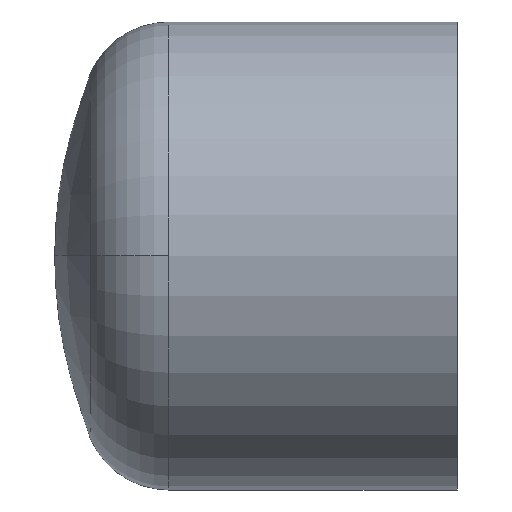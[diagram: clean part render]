
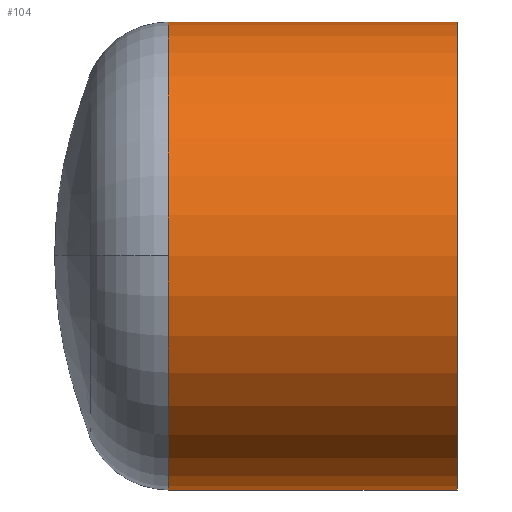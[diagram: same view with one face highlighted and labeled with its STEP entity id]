
A CAD part, top view. The second image highlights one B-rep face of the part: STEP entity #104.
In plain terms, the highlighted cylindrical face has radius 157.5 mm (diameter 315 mm), a partial arc.
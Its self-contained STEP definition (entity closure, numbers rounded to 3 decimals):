
#90 = EDGE_CURVE( '', #140, #116, #226, .T. );
#96 = EDGE_CURVE( '', #140, #192, #232, .T. );
#104 = ADVANCED_FACE( '', ( #241 ), #242, .T. );
#112 = VERTEX_POINT( '', #251 );
#116 = VERTEX_POINT( '', #256 );
#128 = EDGE_CURVE( '', #112, #196, #271, .T. );
#136 = EDGE_CURVE( '', #192, #196, #279, .T. );
#140 = VERTEX_POINT( '', #283 );
#188 = EDGE_CURVE( '', #116, #112, #338, .T. );
#192 = VERTEX_POINT( '', #342 );
#196 = VERTEX_POINT( '', #346 );
#226 = LINE( '', #370, #371 );
#232 = CIRCLE( '', #380, 157.5 );
#241 = FACE_OUTER_BOUND( '', #389, .T. );
#242 = CYLINDRICAL_SURFACE( '', #390, 157.5 );
#251 = CARTESIAN_POINT( '', ( 0., 157.5, 0. ) );
#256 = CARTESIAN_POINT( '', ( 0., -157.5, 0. ) );
#271 = LINE( '', #422, #423 );
#279 = CIRCLE( '', #431, 157.5 );
#283 = CARTESIAN_POINT( '', ( -194.488, -157.5, 0. ) );
#338 = CIRCLE( '', #505, 157.5 );
#342 = CARTESIAN_POINT( '', ( -194.488, 0., 157.5 ) );
#346 = CARTESIAN_POINT( '', ( -194.488, 157.5, 0. ) );
#370 = CARTESIAN_POINT( '', ( -97.244, -157.5, 0. ) );
#371 = VECTOR( '', #529, 1. );
#380 = AXIS2_PLACEMENT_3D( '', #536, #537, #538 );
#389 = EDGE_LOOP( '', ( #550, #551, #552, #553, #554 ) );
#390 = AXIS2_PLACEMENT_3D( '', #555, #556, #557 );
#422 = CARTESIAN_POINT( '', ( -97.244, 157.5, 0. ) );
#423 = VECTOR( '', #609, 1. );
#431 = AXIS2_PLACEMENT_3D( '', #611, #612, #613 );
#505 = AXIS2_PLACEMENT_3D( '', #695, #696, #697 );
#529 = DIRECTION( '', ( 1., 0., 0. ) );
#536 = CARTESIAN_POINT( '', ( -194.488, 0., 0. ) );
#537 = DIRECTION( '', ( -1., 0., 0. ) );
#538 = DIRECTION( '', ( 0., 1., 0. ) );
#550 = ORIENTED_EDGE( '', *, *, #128, .T. );
#551 = ORIENTED_EDGE( '', *, *, #136, .F. );
#552 = ORIENTED_EDGE( '', *, *, #96, .F. );
#553 = ORIENTED_EDGE( '', *, *, #90, .T. );
#554 = ORIENTED_EDGE( '', *, *, #188, .T. );
#555 = CARTESIAN_POINT( '', ( -97.244, 0., 0. ) );
#556 = DIRECTION( '', ( 1., 0., 0. ) );
#557 = DIRECTION( '', ( 0., 1., 0. ) );
#609 = DIRECTION( '', ( -1., 0., 0. ) );
#611 = CARTESIAN_POINT( '', ( -194.488, 0., 0. ) );
#612 = DIRECTION( '', ( -1., 0., 0. ) );
#613 = DIRECTION( '', ( 0., 1., 0. ) );
#695 = CARTESIAN_POINT( '', ( 0., 0., 0. ) );
#696 = DIRECTION( '', ( -1., 0., 0. ) );
#697 = DIRECTION( '', ( 0., 1., 0. ) );
